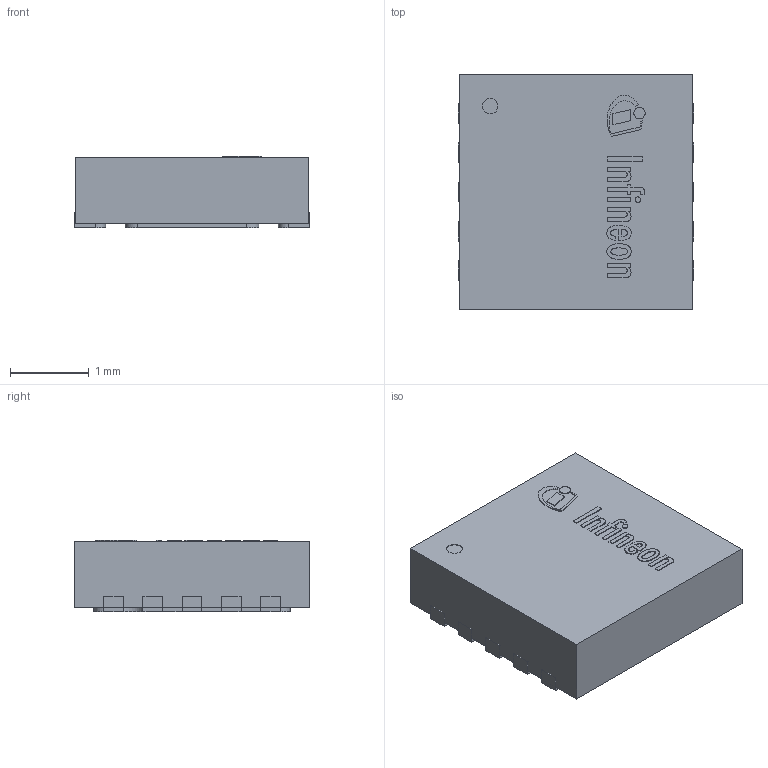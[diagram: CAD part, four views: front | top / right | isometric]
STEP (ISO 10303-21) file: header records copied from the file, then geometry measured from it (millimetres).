
FILE_DESCRIPTION(/* description */ (''),/* implementation_level */ '2;1');
FILE_NAME(/* name */ 'PG-TDSON-10-6_Z8B00161198_V05_3D.stp',/* time_stamp */ '2023-09-04T16:21:37+06:00',/* author */ ('janartha'),/* organization */ (''),/* preprocessor_version */ 'ST-DEVELOPER v16.13',/* originating_system */ 'AutoCAD Mechanical',/* authorisation */ '');
FILE_SCHEMA (('AUTOMOTIVE_DESIGN { 1 0 10303 214 3 1 1 }'));
Length unit declared in the file: millimetre
Products named in the file (1): Product
Bounding box: 3 x 3 x 0.91 mm (x, y, z)
Surface area: 43.2 mm2
Topology: 25 solids, 25 shells, 286 faces, 706 edges, 471 vertices
Faces by surface type: plane 153, cylinder 133
Full cylindrical faces by diameter (mm): 0.071 x1, 0.146 x1, 0.2 x2
Entity records: 8540 total; most frequent: DIRECTION 1541, CARTESIAN_POINT 1458, ORIENTED_EDGE 1402, EDGE_CURVE 701, AXIS2_PLACEMENT_3D 553, VERTEX_POINT 470, LINE 435, VECTOR 435
